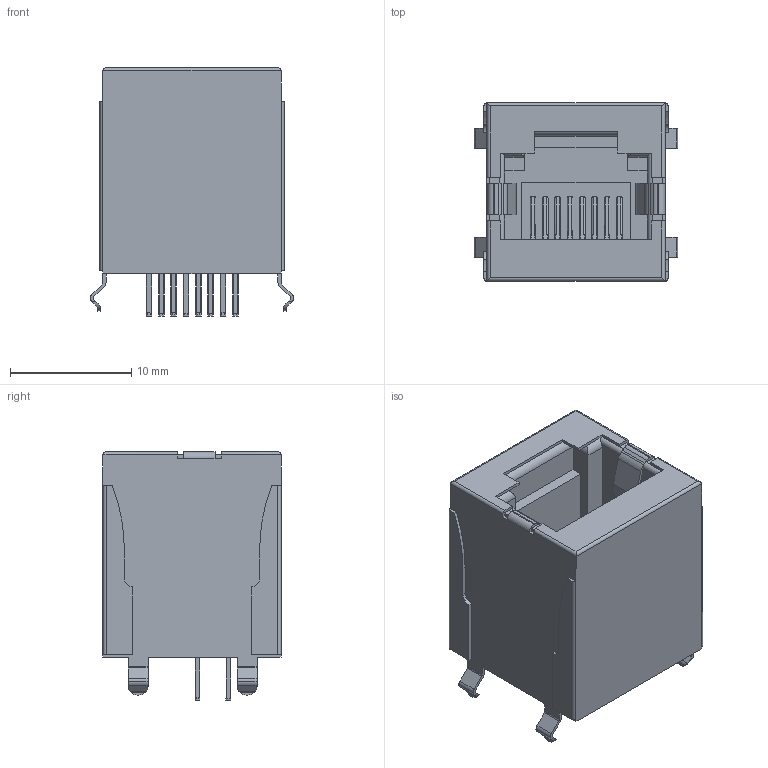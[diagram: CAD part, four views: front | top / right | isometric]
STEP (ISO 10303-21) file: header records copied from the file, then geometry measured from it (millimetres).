
FILE_DESCRIPTION(('OneSpaceDesigner STEP Export'),'2;1');
FILE_NAME('TM11R-3C-88(STEP).stp','2007-08-10T 9:14:36',(''),(''),'OneSpace Designer STEP processor for AP214 (Solid Model)','OneSpace Modeling 15.00A 14-Mar-2007 (C) CoCreate Software GmbH','');
FILE_SCHEMA(('AUTOMOTIVE_DESIGN { 1 0 10303 214 1 1 1 1 }'));
Length unit declared in the file: millimetre
Products named in the file (2): âP[X_DP3-27370-5
Assembly tree (1 placements, depth 2):
  âP[X_DP3-27370-5
    âP[X_DP3-27370-5
Bounding box: 16.8 x 14.7 x 20.5 mm (x, y, z)
Volume: 2597.9 mm3; surface area: 2234.8 mm2
Topology: 1 solids, 1 shells, 453 faces, 1301 edges, 858 vertices
Faces by surface type: plane 268, cylinder 121, bspline 64
Entity records: 17450 total; most frequent: CARTESIAN_POINT 6517, ORIENTED_EDGE 2602, DIRECTION 1916, EDGE_CURVE 1301, VERTEX_POINT 858, VECTOR 790, LINE 790, AXIS2_PLACEMENT_3D 563
